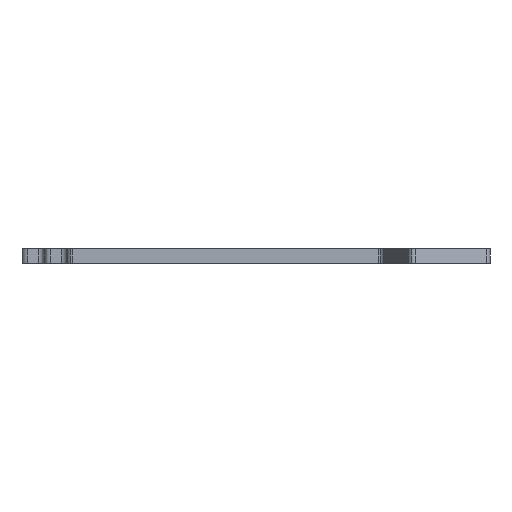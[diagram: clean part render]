
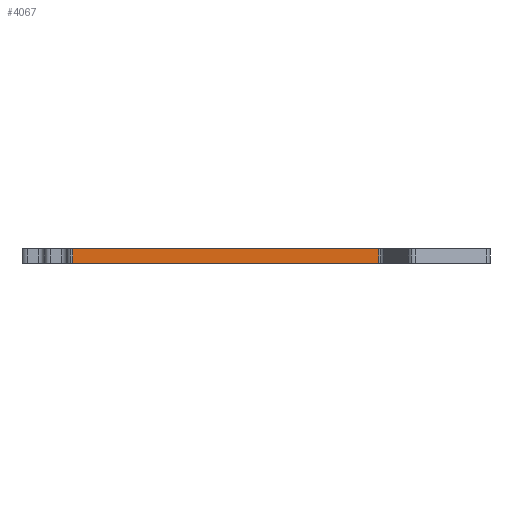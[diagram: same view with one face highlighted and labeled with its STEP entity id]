
A CAD part, left-side view. The second image highlights one B-rep face of the part: STEP entity #4067.
In plain terms, the highlighted planar face has unit normal (-1, 0, 0).
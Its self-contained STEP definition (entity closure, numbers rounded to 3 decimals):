
#310=CARTESIAN_POINT('',(37.621,39.201,11.));
#311=VERTEX_POINT('',#310);
#312=CARTESIAN_POINT('',(37.598,-25.598,11.));
#313=VERTEX_POINT('',#312);
#314=CARTESIAN_POINT('',(37.621,39.201,11.));
#315=DIRECTION('',(0.,-1.,0.));
#316=VECTOR('',#315,64.799);
#317=LINE('',#314,#316);
#318=EDGE_CURVE('',#311,#313,#317,.T.);
#3478=CARTESIAN_POINT('',(37.621,39.201,14.));
#3479=VERTEX_POINT('',#3478);
#3487=CARTESIAN_POINT('',(37.598,-25.598,14.));
#3488=VERTEX_POINT('',#3487);
#3489=CARTESIAN_POINT('',(37.621,39.201,14.));
#3490=DIRECTION('',(0.,-1.,0.));
#3491=VECTOR('',#3490,64.799);
#3492=LINE('',#3489,#3491);
#3493=EDGE_CURVE('',#3479,#3488,#3492,.T.);
#4046=CARTESIAN_POINT('',(37.61,7.028,14.));
#4047=DIRECTION('',(-1.,0.,0.));
#4048=DIRECTION('',(0.,1.,0.));
#4049=AXIS2_PLACEMENT_3D('',#4046,#4047,#4048);
#4050=PLANE('',#4049);
#4051=ORIENTED_EDGE('',*,*,#3493,.F.);
#4052=CARTESIAN_POINT('',(37.621,39.201,14.));
#4053=DIRECTION('',(0.,0.,-1.));
#4054=VECTOR('',#4053,3.);
#4055=LINE('',#4052,#4054);
#4056=EDGE_CURVE('',#3479,#311,#4055,.T.);
#4057=ORIENTED_EDGE('',*,*,#4056,.T.);
#4058=ORIENTED_EDGE('',*,*,#318,.T.);
#4059=CARTESIAN_POINT('',(37.598,-25.598,11.));
#4060=DIRECTION('',(-0.,-0.,1.));
#4061=VECTOR('',#4060,3.);
#4062=LINE('',#4059,#4061);
#4063=EDGE_CURVE('',#313,#3488,#4062,.T.);
#4064=ORIENTED_EDGE('',*,*,#4063,.T.);
#4065=EDGE_LOOP('',(#4051,#4057,#4058,#4064));
#4066=FACE_BOUND('',#4065,.T.);
#4067=ADVANCED_FACE('',(#4066),#4050,.T.);
